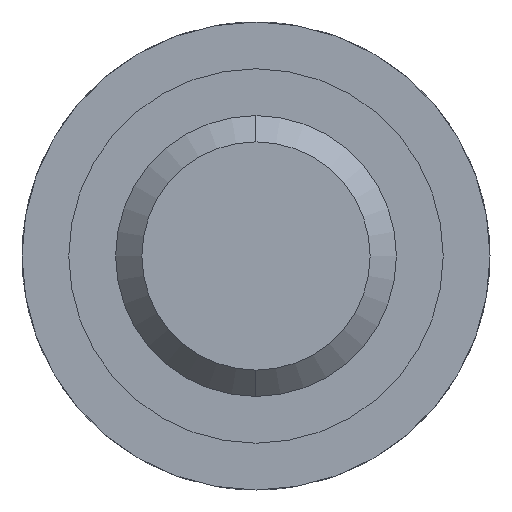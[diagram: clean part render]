
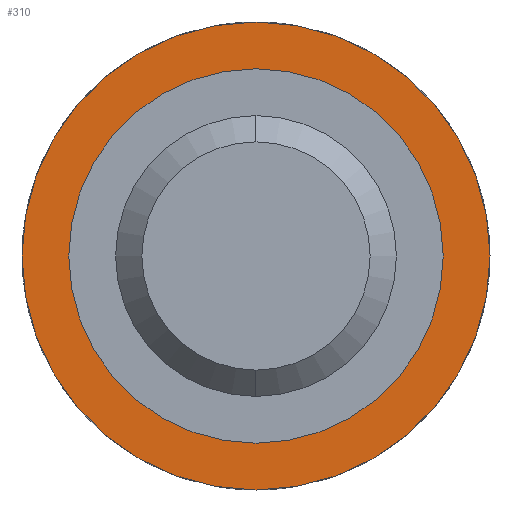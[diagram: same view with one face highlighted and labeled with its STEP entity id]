
A CAD part, left-side view. The second image highlights one B-rep face of the part: STEP entity #310.
In plain terms, the highlighted planar face has unit normal (-1, 0, 0).
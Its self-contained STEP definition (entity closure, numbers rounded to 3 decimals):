
#10 = CARTESIAN_POINT ( 'NONE',  ( 7., 0., 0. ) ) ;
#11 = VERTEX_POINT ( 'NONE', #257 ) ;
#31 = EDGE_LOOP ( 'NONE', ( #68, #306 ) ) ;
#34 = EDGE_CURVE ( 'NONE', #559, #60, #94, .T. ) ;
#44 = ORIENTED_EDGE ( 'NONE', *, *, #80, .T. ) ;
#47 = EDGE_CURVE ( 'NONE', #60, #559, #212, .T. ) ;
#60 = VERTEX_POINT ( 'NONE', #269 ) ;
#66 = AXIS2_PLACEMENT_3D ( 'NONE', #134, #491, #412 ) ;
#67 = EDGE_CURVE ( 'NONE', #453, #11, #384, .T. ) ;
#68 = ORIENTED_EDGE ( 'NONE', *, *, #47, .F. ) ;
#80 = EDGE_CURVE ( 'NONE', #11, #453, #123, .T. ) ;
#88 = DIRECTION ( 'NONE',  ( 0., 0., 1. ) ) ;
#94 = CIRCLE ( 'NONE', #66, 2.5 ) ;
#95 = PLANE ( 'NONE',  #551 ) ;
#123 = CIRCLE ( 'NONE', #450, 2. ) ;
#134 = CARTESIAN_POINT ( 'NONE',  ( 7., 0., 0. ) ) ;
#174 = DIRECTION ( 'NONE',  ( 1., 0., 0. ) ) ;
#185 = DIRECTION ( 'NONE',  ( 0., 0., -1. ) ) ;
#212 = CIRCLE ( 'NONE', #244, 2.5 ) ;
#236 = CARTESIAN_POINT ( 'NONE',  ( 7., 0., 2.5 ) ) ;
#244 = AXIS2_PLACEMENT_3D ( 'NONE', #10, #312, #185 ) ;
#257 = CARTESIAN_POINT ( 'NONE',  ( 7., 0., 2. ) ) ;
#266 = CARTESIAN_POINT ( 'NONE',  ( 7., 0., 0. ) ) ;
#269 = CARTESIAN_POINT ( 'NONE',  ( 7., 0., -2.5 ) ) ;
#270 = AXIS2_PLACEMENT_3D ( 'NONE', #266, #174, #403 ) ;
#306 = ORIENTED_EDGE ( 'NONE', *, *, #34, .F. ) ;
#310 = ADVANCED_FACE ( 'NONE', ( #580, #477 ), #95, .T. ) ;
#312 = DIRECTION ( 'NONE',  ( 1., 0., 0. ) ) ;
#384 = CIRCLE ( 'NONE', #270, 2. ) ;
#403 = DIRECTION ( 'NONE',  ( 0., 0., -1. ) ) ;
#410 = EDGE_LOOP ( 'NONE', ( #473, #44 ) ) ;
#411 = CARTESIAN_POINT ( 'NONE',  ( 7., 0., -2. ) ) ;
#412 = DIRECTION ( 'NONE',  ( 0., 0., -1. ) ) ;
#416 = DIRECTION ( 'NONE',  ( 0., 0., -1. ) ) ;
#450 = AXIS2_PLACEMENT_3D ( 'NONE', #550, #588, #416 ) ;
#453 = VERTEX_POINT ( 'NONE', #568 ) ;
#473 = ORIENTED_EDGE ( 'NONE', *, *, #67, .T. ) ;
#477 = FACE_OUTER_BOUND ( 'NONE', #31, .T. ) ;
#490 = DIRECTION ( 'NONE',  ( -1., 0., 0. ) ) ;
#491 = DIRECTION ( 'NONE',  ( 1., 0., 0. ) ) ;
#550 = CARTESIAN_POINT ( 'NONE',  ( 7., 0., 0. ) ) ;
#551 = AXIS2_PLACEMENT_3D ( 'NONE', #411, #490, #88 ) ;
#559 = VERTEX_POINT ( 'NONE', #236 ) ;
#568 = CARTESIAN_POINT ( 'NONE',  ( 7., 0., -2. ) ) ;
#580 = FACE_BOUND ( 'NONE', #410, .T. ) ;
#588 = DIRECTION ( 'NONE',  ( 1., 0., 0. ) ) ;
